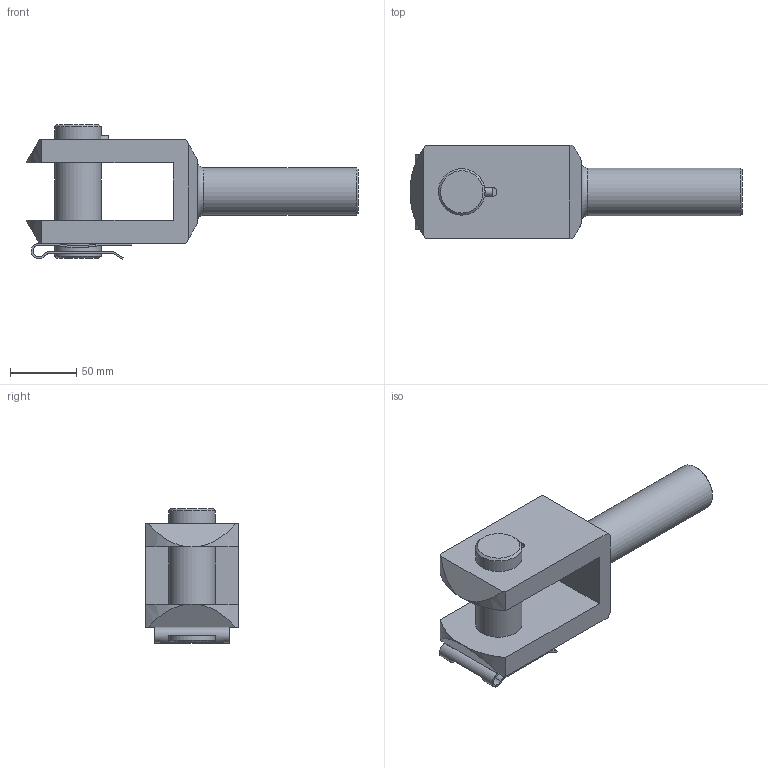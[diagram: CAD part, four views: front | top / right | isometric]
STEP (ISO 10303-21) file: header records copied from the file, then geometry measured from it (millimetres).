
FILE_DESCRIPTION(/* description */ ('STEP AP214'),/* implementation_level */ '2;1');
FILE_NAME(/* name */ '10771_SGA-M36X2',/* time_stamp */ '2024-09-15T02:20:56+02:00',/* author */ ('License CC BY-ND 4.0'),/* organization */ ('CADENAS'),/* preprocessor_version */ 'ST-DEVELOPER v19.3',/* originating_system */ 'PARTsolutions',/* authorisation */ ' ');
FILE_SCHEMA (('AUTOMOTIVE_DESIGN {1 0 10303 214 3 1 1}'));
Length unit declared in the file: millimetre
Products named in the file (1): 10771 SGA-M36x2
Bounding box: 250 x 70 x 101.34 mm (x, y, z)
Volume: 536348.8 mm3; surface area: 77812.6 mm2
Topology: 1 solids, 1 shells, 64 faces, 176 edges, 115 vertices
Faces by surface type: plane 35, cylinder 24, cone 4, torus 1
Full cylindrical faces by diameter (mm): 6.1 x1, 35 x3, 36 x1
Entity records: 2053 total; most frequent: CARTESIAN_POINT 404, DIRECTION 344, ORIENTED_EDGE 324, EDGE_CURVE 162, AXIS2_PLACEMENT_3D 121, VERTEX_POINT 112, LINE 102, VECTOR 102
